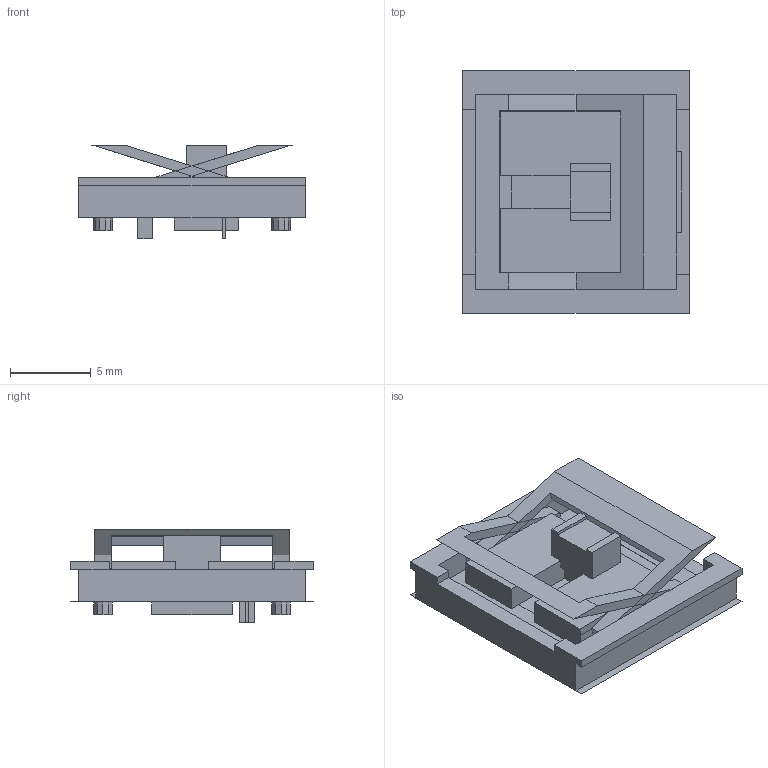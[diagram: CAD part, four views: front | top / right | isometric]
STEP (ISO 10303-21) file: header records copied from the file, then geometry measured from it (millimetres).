
FILE_DESCRIPTION(('FreeCAD Model'),'2;1');
FILE_SCHEMA(('AUTOMOTIVE_DESIGN { 1 0 10303 214 1 1 1 1 }'));
Length unit declared in the file: millimetre
Products named in the file (19): difference001; square016; square017; polygon; square008; square011; square010; square007; square004; square015; square009; square006; square005; square014; square012; square013; polygon001; Group; difference
Bounding box: 14.01 x 15 x 5.8 mm (x, y, z)
Volume: 414.2 mm3; surface area: 2209.4 mm2
Topology: 1 solids, 19 shells, 161 faces, 486 edges, 332 vertices
Faces by surface type: plane 161
Entity records: 6656 total; most frequent: CARTESIAN_POINT 980, ORIENTED_EDGE 880, DIRECTION 810, EDGE_CURVE 486, LINE 486, VECTOR 486, VERTEX_POINT 332, FACE_BOUND 166
